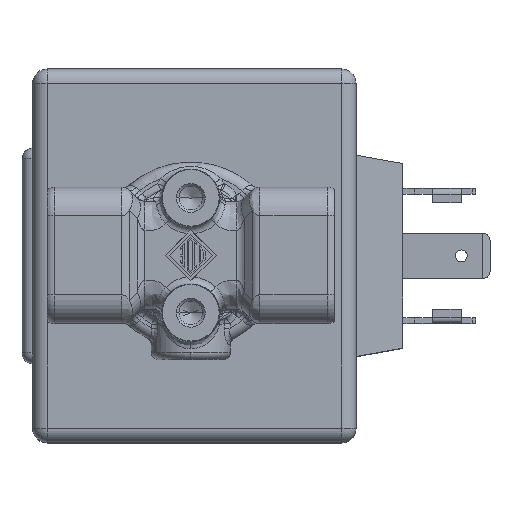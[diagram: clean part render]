
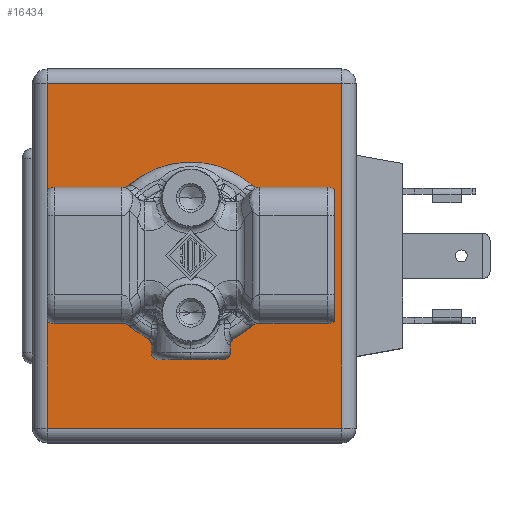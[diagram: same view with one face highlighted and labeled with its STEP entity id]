
A CAD part, top view. The second image highlights one B-rep face of the part: STEP entity #16434.
In plain terms, the highlighted planar face has unit normal (0, 0, 1).
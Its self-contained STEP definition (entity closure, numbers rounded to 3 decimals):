
#3583=DIRECTION('',(-1.,0.,0.));
#3584=VECTOR('',#3583,41.);
#3585=CARTESIAN_POINT('',(21.,-24.,-23.3));
#3586=LINE('',#3585,#3584);
#3587=DIRECTION('',(0.,1.,0.));
#3588=VECTOR('',#3587,48.);
#3589=CARTESIAN_POINT('',(-20.,-24.,-23.3));
#3590=LINE('',#3589,#3588);
#3591=CARTESIAN_POINT('',(0.,0.,-23.3));
#3592=DIRECTION('',(0.,0.,1.));
#3593=DIRECTION('',(-1.,0.,0.));
#3594=AXIS2_PLACEMENT_3D('',#3591,#3592,#3593);
#3596=CARTESIAN_POINT('',(0.,0.,-23.3));
#3597=DIRECTION('',(0.,0.,1.));
#3598=DIRECTION('',(1.,0.,0.));
#3599=AXIS2_PLACEMENT_3D('',#3596,#3597,#3598);
#3628=DIRECTION('',(0.,1.,0.));
#3629=VECTOR('',#3628,48.);
#3630=CARTESIAN_POINT('',(21.,-24.,-23.3));
#3631=LINE('',#3630,#3629);
#3655=DIRECTION('',(-1.,0.,0.));
#3656=VECTOR('',#3655,41.);
#3657=CARTESIAN_POINT('',(21.,24.,-23.3));
#3658=LINE('',#3657,#3656);
#7051=CARTESIAN_POINT('',(-20.,-24.,-23.3));
#7053=VERTEX_POINT('',#7051);
#7054=CARTESIAN_POINT('',(-20.,24.,-23.3));
#7055=VERTEX_POINT('',#7054);
#7056=CARTESIAN_POINT('',(21.,-24.,-23.3));
#7057=VERTEX_POINT('',#7056);
#7058=CARTESIAN_POINT('',(21.,24.,-23.3));
#7059=VERTEX_POINT('',#7058);
#7060=CARTESIAN_POINT('',(-7.75,0.,-23.3));
#7061=CARTESIAN_POINT('',(7.75,0.,-23.3));
#7062=VERTEX_POINT('',#7060);
#7063=VERTEX_POINT('',#7061);
#16415=CARTESIAN_POINT('',(0.5,0.,-23.3));
#16416=DIRECTION('',(0.,0.,1.));
#16417=DIRECTION('',(-1.,0.,0.));
#16418=AXIS2_PLACEMENT_3D('',#16415,#16416,#16417);
#16419=PLANE('',#16418);
#16421=ORIENTED_EDGE('',*,*,#16420,.T.);
#16423=ORIENTED_EDGE('',*,*,#16422,.T.);
#16425=ORIENTED_EDGE('',*,*,#16424,.F.);
#16427=ORIENTED_EDGE('',*,*,#16426,.F.);
#16428=EDGE_LOOP('',(#16421,#16423,#16425,#16427));
#16429=FACE_OUTER_BOUND('',#16428,.F.);
#16430=ORIENTED_EDGE('',*,*,#16381,.T.);
#16431=ORIENTED_EDGE('',*,*,#16402,.T.);
#16432=EDGE_LOOP('',(#16430,#16431));
#16433=FACE_BOUND('',#16432,.F.);
#3595=CIRCLE('',#3594,7.75);
#3600=CIRCLE('',#3599,7.75);
#16381=EDGE_CURVE('',#7062,#7063,#3595,.T.);
#16402=EDGE_CURVE('',#7063,#7062,#3600,.T.);
#16420=EDGE_CURVE('',#7057,#7053,#3586,.T.);
#16422=EDGE_CURVE('',#7053,#7055,#3590,.T.);
#16424=EDGE_CURVE('',#7059,#7055,#3658,.T.);
#16426=EDGE_CURVE('',#7057,#7059,#3631,.T.);
#16434=ADVANCED_FACE('',(#16429,#16433),#16419,.T.);
